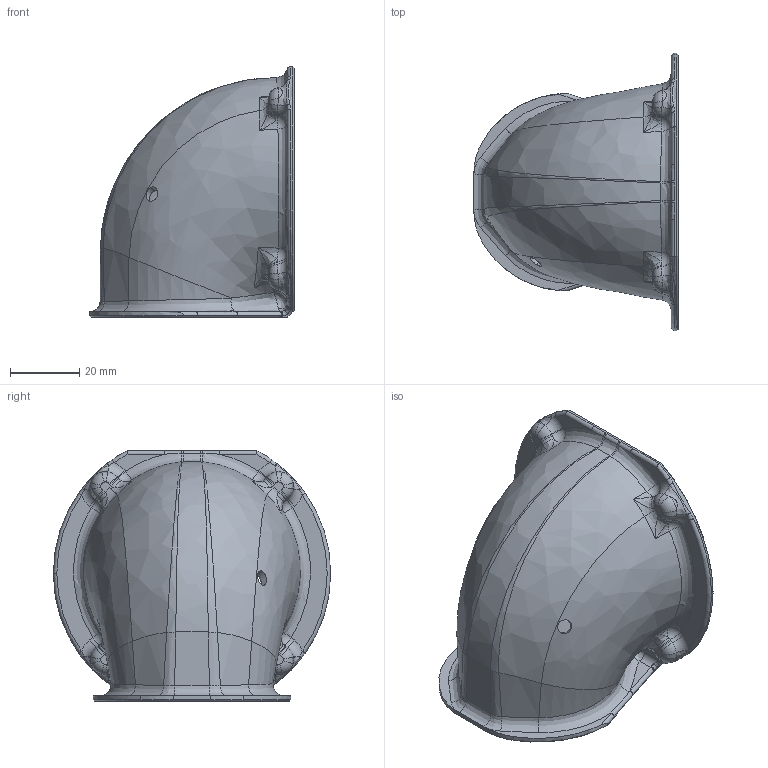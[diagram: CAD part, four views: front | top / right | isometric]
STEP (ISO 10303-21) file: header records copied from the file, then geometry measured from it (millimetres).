
FILE_DESCRIPTION (( 'STEP AP214' ), '1' );
FILE_NAME ('ExhaustDuctV3.STEP', '2022-03-14T02:25:14', ( '' ), ( '' ), 'SwSTEP 2.0', 'SolidWorks 2021', '' );
FILE_SCHEMA (( 'AUTOMOTIVE_DESIGN' ));
Length unit declared in the file: millimetre
Products named in the file (1): ExhaustDuctV3
Bounding box: 59 x 80 x 72.36 mm (x, y, z)
Volume: 26551.5 mm3; surface area: 25006.6 mm2
Topology: 1 solids, 1 shells, 277 faces, 699 edges, 410 vertices
Faces by surface type: bspline 131, cylinder 47, plane 41, torus 31, cone 17, sphere 10
Entity records: 30307 total; most frequent: CARTESIAN_POINT 24759, ORIENTED_EDGE 1362, DIRECTION 875, EDGE_CURVE 681, VERTEX_POINT 410, AXIS2_PLACEMENT_3D 387, B_SPLINE_CURVE_WITH_KNOTS 334, EDGE_LOOP 285
